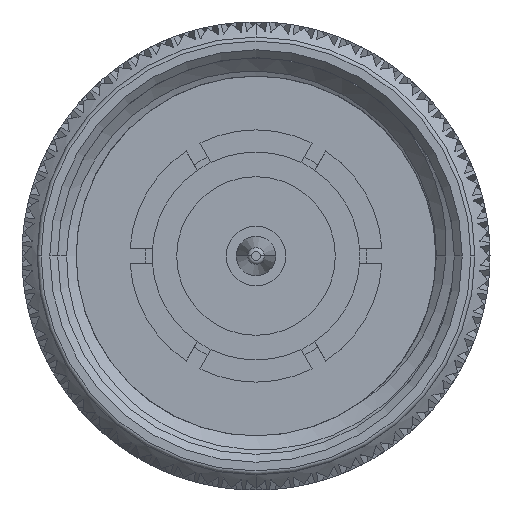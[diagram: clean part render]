
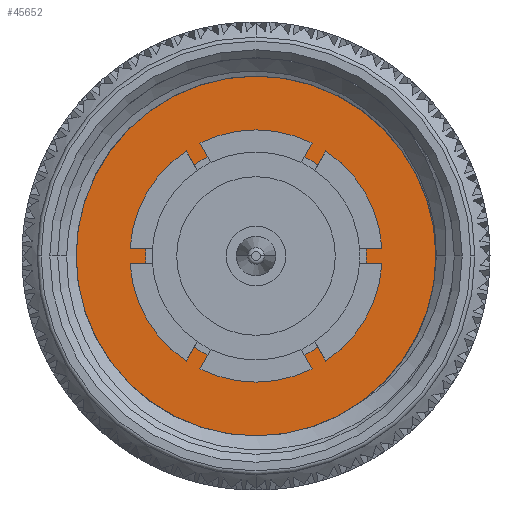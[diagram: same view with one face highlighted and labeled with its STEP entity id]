
A CAD part, left-side view. The second image highlights one B-rep face of the part: STEP entity #45652.
In plain terms, the highlighted planar face has unit normal (-1, 0, 0).
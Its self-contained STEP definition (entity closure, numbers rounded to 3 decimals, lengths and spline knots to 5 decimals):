
#973 = CARTESIAN_POINT ( 'NONE',  ( 0.315, -0.01084, -0.23625 ) ) ;
#1254 = VERTEX_POINT ( 'NONE', #87795 ) ;
#1548 = CARTESIAN_POINT ( 'NONE',  ( 0.315, 0.17294, -0.148 ) ) ;
#4167 = VERTEX_POINT ( 'NONE', #17897 ) ;
#4639 = ORIENTED_EDGE ( 'NONE', *, *, #56839, .T. ) ;
#7595 = EDGE_CURVE ( 'NONE', #105930, #54434, #19453, .T. ) ;
#9382 = FACE_BOUND ( 'NONE', #40883, .T. ) ;
#9689 = CARTESIAN_POINT ( 'NONE',  ( 0.315, 0.14913, -0.17387 ) ) ;
#10063 = VERTEX_POINT ( 'NONE', #105149 ) ;
#11415 = CARTESIAN_POINT ( 'NONE',  ( 0.315, -0.14317, -0.1955 ) ) ;
#12314 = EDGE_CURVE ( 'NONE', #4167, #44979, #105310, .T. ) ;
#13113 = VECTOR ( 'NONE', #13597, 39.37008 ) ;
#13597 = DIRECTION ( 'NONE',  ( 0., -1., 0. ) ) ;
#14289 = AXIS2_PLACEMENT_3D ( 'NONE', #14620, #102477, #40796 ) ;
#14620 = CARTESIAN_POINT ( 'NONE',  ( 0.315, 0., 0. ) ) ;
#15648 = CARTESIAN_POINT ( 'NONE',  ( 0.315, 0.2268, -0.02482 ) ) ;
#17408 = ORIENTED_EDGE ( 'NONE', *, *, #12314, .F. ) ;
#17897 = CARTESIAN_POINT ( 'NONE',  ( 0.315, 0.139, 0. ) ) ;
#19453 = B_SPLINE_CURVE_WITH_KNOTS ( 'NONE', 3,
 ( #38726, #1548, #109126, #9689, #63764, #19554, #108549, #109702, #55019, #45150, #90586, #973, #74247, #73094, #37567, #36410, #81810, #29968, #64340, #11415, #20701, #107410, #65487, #56188, #91720, #31664, #110267, #75364, #49130, #48558, #93403, #40426 ),
 .UNSPECIFIED., .F., .F.,
 ( 4, 2, 2, 2, 2, 2, 2, 2, 2, 2, 2, 2, 2, 2, 2, 4 ),
 ( 0., 0.00089, 0.00179, 0.00268, 0.00357, 0.00536, 0.00625, 0.00714, 0.00804, 0.00893, 0.00982, 0.01072, 0.01161, 0.0125, 0.0134, 0.01429 ),
 .UNSPECIFIED. ) ;
#19554 = CARTESIAN_POINT ( 'NONE',  ( 0.315, 0.12157, -0.19591 ) ) ;
#19829 = DIRECTION ( 'NONE',  ( 0., -1., 0. ) ) ;
#20701 = CARTESIAN_POINT ( 'NONE',  ( 0.315, -0.15286, -0.18864 ) ) ;
#25601 = DIRECTION ( 'NONE',  ( -1., 0., 0. ) ) ;
#28513 = DIRECTION ( 'NONE',  ( -1., 0., 0. ) ) ;
#29075 = ORIENTED_EDGE ( 'NONE', *, *, #80157, .F. ) ;
#29968 = CARTESIAN_POINT ( 'NONE',  ( 0.315, -0.11279, -0.21284 ) ) ;
#31664 = CARTESIAN_POINT ( 'NONE',  ( 0.315, -0.21552, -0.11965 ) ) ;
#33088 = CARTESIAN_POINT ( 'NONE',  ( 0.315, 0.2227, -0.0496 ) ) ;
#34665 = CARTESIAN_POINT ( 'NONE',  ( 0.315, -0.139, 0. ) ) ;
#34809 = CARTESIAN_POINT ( 'NONE',  ( 0.315, 0.20673, -0.09651 ) ) ;
#35917 = EDGE_CURVE ( 'NONE', #87099, #1254, #57229, .T. ) ;
#36410 = CARTESIAN_POINT ( 'NONE',  ( 0.315, -0.08002, -0.22563 ) ) ;
#37248 = CARTESIAN_POINT ( 'NONE',  ( 0.315, 0., 0. ) ) ;
#37567 = CARTESIAN_POINT ( 'NONE',  ( 0.315, -0.05727, -0.23143 ) ) ;
#37896 = ORIENTED_EDGE ( 'NONE', *, *, #7595, .T. ) ;
#37904 = DIRECTION ( 'NONE',  ( -1., 0., 0. ) ) ;
#38726 = CARTESIAN_POINT ( 'NONE',  ( 0.315, 0.17973, -0.13833 ) ) ;
#39562 = AXIS2_PLACEMENT_3D ( 'NONE', #55387, #37904, #60235 ) ;
#40426 = CARTESIAN_POINT ( 'NONE',  ( 0.315, -0.24791, -0.03227 ) ) ;
#40447 = EDGE_CURVE ( 'NONE', #1254, #105930, #68151, .T. ) ;
#40796 = DIRECTION ( 'NONE',  ( 0., -1., 0. ) ) ;
#40883 = EDGE_LOOP ( 'NONE', ( #17408, #29075 ) ) ;
#41400 = CARTESIAN_POINT ( 'NONE',  ( 0.315, 0.25, 0. ) ) ;
#43028 = CARTESIAN_POINT ( 'NONE',  ( 0.315, 0., 0. ) ) ;
#43528 = CARTESIAN_POINT ( 'NONE',  ( 0.315, 0.17973, -0.13833 ) ) ;
#44979 = VERTEX_POINT ( 'NONE', #34665 ) ;
#45150 = CARTESIAN_POINT ( 'NONE',  ( 0.315, 0.04734, -0.23019 ) ) ;
#45652 = ADVANCED_FACE ( 'NONE', ( #89146, #9382 ), #72775, .T. ) ;
#48558 = CARTESIAN_POINT ( 'NONE',  ( 0.315, -0.24311, -0.05542 ) ) ;
#49130 = CARTESIAN_POINT ( 'NONE',  ( 0.315, -0.23591, -0.07778 ) ) ;
#52002 = ORIENTED_EDGE ( 'NONE', *, *, #40447, .T. ) ;
#54434 = VERTEX_POINT ( 'NONE', #91276 ) ;
#55019 = CARTESIAN_POINT ( 'NONE',  ( 0.315, 0.08056, -0.2182 ) ) ;
#55387 = CARTESIAN_POINT ( 'NONE',  ( 0.315, 0., 0. ) ) ;
#56188 = CARTESIAN_POINT ( 'NONE',  ( 0.315, -0.19503, -0.1484 ) ) ;
#56681 = EDGE_LOOP ( 'NONE', ( #4639, #110469, #75836, #52002, #37896 ) ) ;
#56839 = EDGE_CURVE ( 'NONE', #54434, #10063, #113906, .T. ) ;
#57229 = LINE ( 'NONE', #93315, #13113 ) ;
#60235 = DIRECTION ( 'NONE',  ( 0., -1., 0. ) ) ;
#60509 = DIRECTION ( 'NONE',  ( 0., -1., 0. ) ) ;
#63764 = CARTESIAN_POINT ( 'NONE',  ( 0.315, 0.14024, -0.18174 ) ) ;
#64340 = CARTESIAN_POINT ( 'NONE',  ( 0.315, -0.12317, -0.20757 ) ) ;
#65430 = AXIS2_PLACEMENT_3D ( 'NONE', #37248, #107093, #84367 ) ;
#65487 = CARTESIAN_POINT ( 'NONE',  ( 0.315, -0.17936, -0.16566 ) ) ;
#68044 = CARTESIAN_POINT ( 'NONE',  ( 0.315, 0.2268, 0. ) ) ;
#68151 = B_SPLINE_CURVE_WITH_KNOTS ( 'NONE', 3,
 ( #68044, #15648, #33088, #34809, #70341, #43528 ),
 .UNSPECIFIED., .F., .F.,
 ( 4, 2, 4 ),
 ( 0., 0.00189, 0.00378 ),
 .UNSPECIFIED. ) ;
#70341 = CARTESIAN_POINT ( 'NONE',  ( 0.315, 0.19487, -0.11866 ) ) ;
#72775 = PLANE ( 'NONE',  #65430 ) ;
#73094 = CARTESIAN_POINT ( 'NONE',  ( 0.315, -0.04579, -0.23348 ) ) ;
#74247 = CARTESIAN_POINT ( 'NONE',  ( 0.315, -0.02259, -0.23588 ) ) ;
#75364 = CARTESIAN_POINT ( 'NONE',  ( 0.315, -0.23155, -0.08859 ) ) ;
#75836 = ORIENTED_EDGE ( 'NONE', *, *, #35917, .T. ) ;
#80157 = EDGE_CURVE ( 'NONE', #44979, #4167, #84914, .T. ) ;
#81810 = CARTESIAN_POINT ( 'NONE',  ( 0.315, -0.09126, -0.22186 ) ) ;
#82075 = CARTESIAN_POINT ( 'NONE',  ( 0.315, 0., 0. ) ) ;
#84367 = DIRECTION ( 'NONE',  ( 0., -1., 0. ) ) ;
#84914 = CIRCLE ( 'NONE', #99787, 0.139 ) ;
#87099 = VERTEX_POINT ( 'NONE', #41400 ) ;
#87795 = CARTESIAN_POINT ( 'NONE',  ( 0.315, 0.2268, 0. ) ) ;
#89146 = FACE_OUTER_BOUND ( 'NONE', #56681, .T. ) ;
#90024 = CIRCLE ( 'NONE', #91934, 0.25 ) ;
#90586 = CARTESIAN_POINT ( 'NONE',  ( 0.315, 0.02449, -0.23471 ) ) ;
#91276 = CARTESIAN_POINT ( 'NONE',  ( 0.315, -0.24791, -0.03227 ) ) ;
#91720 = CARTESIAN_POINT ( 'NONE',  ( 0.315, -0.2023, -0.13917 ) ) ;
#91934 = AXIS2_PLACEMENT_3D ( 'NONE', #43028, #25601, #60509 ) ;
#93315 = CARTESIAN_POINT ( 'NONE',  ( 0.315, 0., 0. ) ) ;
#93403 = CARTESIAN_POINT ( 'NONE',  ( 0.315, -0.24593, -0.04391 ) ) ;
#98038 = CARTESIAN_POINT ( 'NONE',  ( 0.315, 0.17973, -0.13833 ) ) ;
#99787 = AXIS2_PLACEMENT_3D ( 'NONE', #82075, #28513, #19829 ) ;
#102477 = DIRECTION ( 'NONE',  ( -1., 0., 0. ) ) ;
#105149 = CARTESIAN_POINT ( 'NONE',  ( 0.315, -0.25, 0. ) ) ;
#105310 = CIRCLE ( 'NONE', #14289, 0.139 ) ;
#105930 = VERTEX_POINT ( 'NONE', #98038 ) ;
#107093 = DIRECTION ( 'NONE',  ( -1., 0., 0. ) ) ;
#107410 = CARTESIAN_POINT ( 'NONE',  ( 0.315, -0.17094, -0.17372 ) ) ;
#108549 = CARTESIAN_POINT ( 'NONE',  ( 0.315, 0.11178, -0.20223 ) ) ;
#109126 = CARTESIAN_POINT ( 'NONE',  ( 0.315, 0.16544, -0.15702 ) ) ;
#109702 = CARTESIAN_POINT ( 'NONE',  ( 0.315, 0.09131, -0.21337 ) ) ;
#110004 = EDGE_CURVE ( 'NONE', #10063, #87099, #90024, .T. ) ;
#110267 = CARTESIAN_POINT ( 'NONE',  ( 0.315, -0.22135, -0.10953 ) ) ;
#110469 = ORIENTED_EDGE ( 'NONE', *, *, #110004, .T. ) ;
#113906 = CIRCLE ( 'NONE', #39562, 0.25 ) ;
